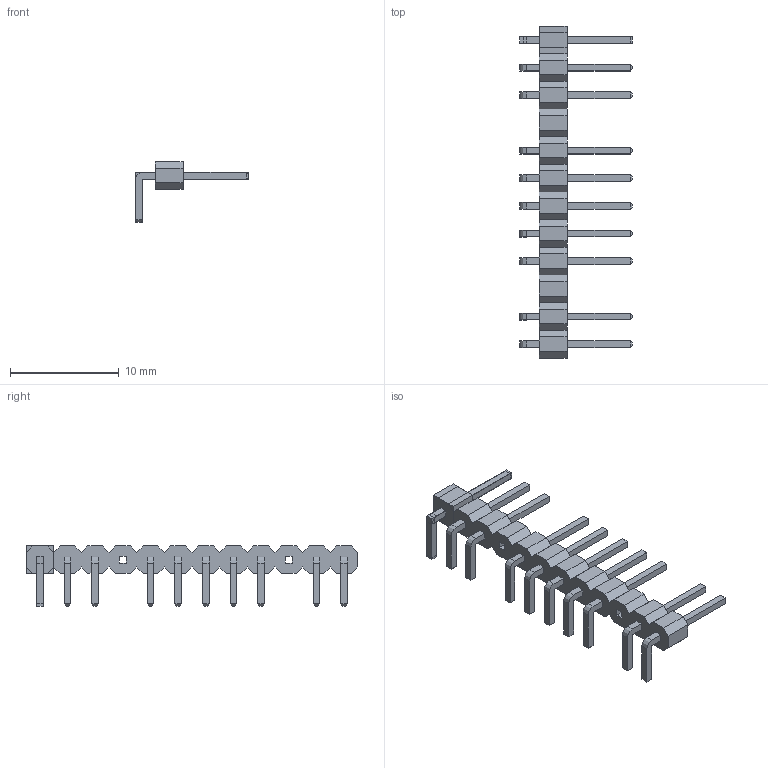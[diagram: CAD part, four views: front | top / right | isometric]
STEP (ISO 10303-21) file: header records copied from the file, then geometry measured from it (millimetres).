
FILE_DESCRIPTION(('FreeCAD Model'),'2;1');
FILE_NAME('Open CASCADE Shape Model','2025-10-28T22:52:15',(''),(''), 'Open CASCADE STEP processor 7.7','FreeCAD','Unknown');
FILE_SCHEMA(('AUTOMOTIVE_DESIGN { 1 0 10303 214 1 1 1 1 }'));
Length unit declared in the file: millimetre
Products named in the file (104): Unnamed; Body; X-axis; XY-plane; Sketch; Pad; Sketch001; Pocket; Chamfer; LinearPattern; Pin001; Sketch002; Pad001; Pad002; Sketch003; Pad003; Chamfer001; Chamfer002; Fillet; Pin002; Chamfer003; Chamfer004; Fillet001; Pad004; Pad005; Pad006; Sketch004; Sketch005; Pin003; Chamfer005; Chamfer006; Fillet002; Pad007; Pad008; Pad009; Sketch006; Sketch007; Sketch008; Sketch009; Pin005 ...
Assembly tree (167 placements, depth 2):
  Unnamed
    Body
    X-axis  x33
    XY-plane  x33
    Sketch
    Pad
    Sketch001
    Pocket
    Chamfer
    LinearPattern
    Pin001
    Sketch002
    Pad001
    Pad002
    Sketch003
    Pad003
    Chamfer001
    Chamfer002
    Fillet
    Pin002
    Chamfer003
    Chamfer004
    Fillet001
    Pad004
    Pad005
    Pad006
    Sketch004
    Sketch005
    Pin003
    Chamfer005
    Chamfer006
    Fillet002
    Pad007
    Pad008
    Pad009
    Sketch006
    Sketch007
    Sketch008
    Sketch009
    Pin005
    Chamfer009
    Chamfer010
    Fillet004
    Pad013
    Pad014
    Pad015
    Sketch010
    Sketch011
    Pin006
    Chamfer011
    Chamfer012
    Fillet005
    Pad016
    Pad017
    Pad018
    Sketch012
    Sketch013
    Pin007
    Chamfer013
    Chamfer014
Bounding box: 10.36 x 30.48 x 5.54 mm (x, y, z)
Volume: 742.1 mm3; surface area: 3295.2 mm2
Topology: 75 solids, 75 shells, 1098 faces, 2701 edges, 1824 vertices
Faces by surface type: plane 1078, cylinder 20
Entity records: 34415 total; most frequent: CARTESIAN_POINT 5759, DIRECTION 5241, ORIENTED_EDGE 5128, LINE 2629, VECTOR 2629, EDGE_CURVE 2564, VERTEX_POINT 1616, AXIS2_PLACEMENT_3D 1306
